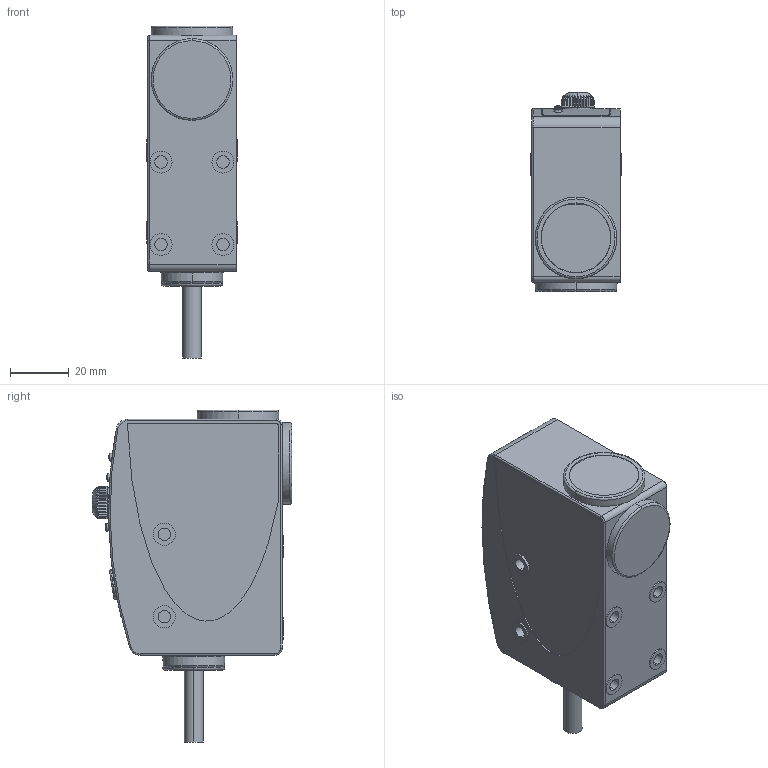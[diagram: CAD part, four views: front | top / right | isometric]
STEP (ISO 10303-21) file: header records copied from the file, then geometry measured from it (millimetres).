
FILE_DESCRIPTION((''),'2;1');
FILE_NAME('144769_SM01_ASM','2025-06-19T10:31:50',('banengservice'),('BANNER ENGINEERING'),'CREO PARAMETRIC BY PTC INC, 2022414','CREO PARAMETRIC BY PTC INC, 2022414','');
FILE_SCHEMA(('CONFIG_CONTROL_DESIGN'));
Length unit declared in the file: millimetre
Products named in the file (3): 144769_EP01; 144769_EP02; 144769_SM01_ASM
Assembly tree (2 placements, depth 2):
  144769_SM01_ASM
    144769_EP01
    144769_EP02
Bounding box: 30.8 x 67.58 x 112.67 mm (x, y, z)
Volume: 140053.6 mm3; surface area: 21199 mm2
Topology: 2 solids, 2 shells, 583 faces, 1473 edges, 919 vertices
Faces by surface type: plane 289, cylinder 165, torus 45, bspline 38, cone 31, sphere 14, extrusion 1
Entity records: 21941 total; most frequent: CARTESIAN_POINT 8054, ORIENTED_EDGE 2934, DIRECTION 2830, EDGE_CURVE 1467, AXIS2_PLACEMENT_3D 1044, VERTEX_POINT 919, VECTOR 742, LINE 741
